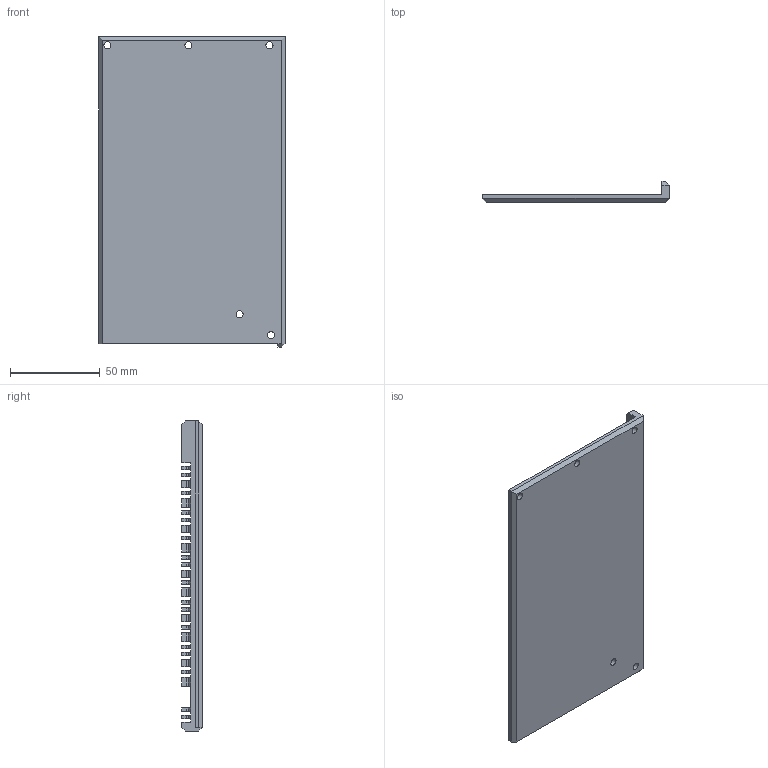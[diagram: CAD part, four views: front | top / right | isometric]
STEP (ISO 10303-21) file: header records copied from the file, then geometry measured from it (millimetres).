
FILE_DESCRIPTION(/* description */ ('STEP AP242','CAx-IF Rec.Pracs.---Representation and Presentation of Product Manufacturing Information (PMI)---4.0---2014-10-13','CAx-IF Rec.Pracs.---3D Tessellated Geometry---0.4---2014-09-14','2;1'),/* implementation_level */ '2;1');
FILE_NAME(/* name */ '689ba02185313768c7b8b0c6',/* time_stamp */ '2025-08-12T20:12:18Z',/* author */ (''),/* organization */ (''),/* preprocessor_version */ 'ST-DEVELOPER v20',/* originating_system */ 'ONSHAPE BY PTC INC, 1.202',/* authorisation */ ' ');
FILE_SCHEMA (('AP242_MANAGED_MODEL_BASED_3D_ENGINEERING_MIM_LF { 1 0 10303 442 1 1 4 }'));
Length unit declared in the file: metre
Products named in the file (1): Left Side Bottom
Bounding box: 104 x 11.5 x 173.35 mm (x, y, z)
Volume: 41930.4 mm3; surface area: 41447.7 mm2
Topology: 1 solids, 1 shells, 265 faces, 713 edges, 454 vertices
Faces by surface type: plane 253, cylinder 12
Full cylindrical faces by diameter (mm): 4 x5, 7.5 x1
Entity records: 8071 total; most frequent: CARTESIAN_POINT 1427, ORIENTED_EDGE 1414, DIRECTION 1263, EDGE_CURVE 707, LINE 683, VECTOR 683, VERTEX_POINT 454, AXIS2_PLACEMENT_3D 290
